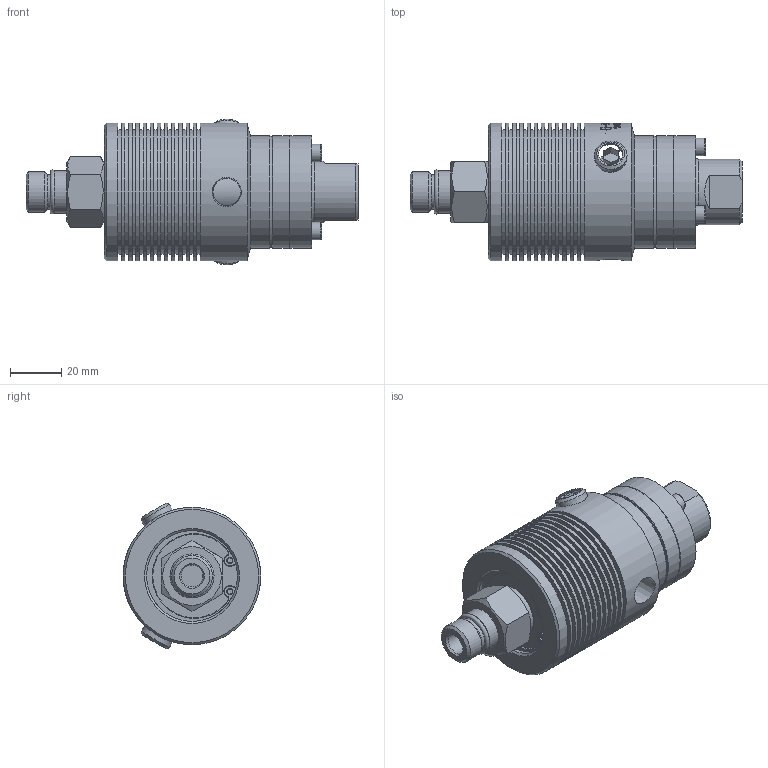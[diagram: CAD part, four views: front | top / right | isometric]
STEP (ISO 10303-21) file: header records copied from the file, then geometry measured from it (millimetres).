
FILE_DESCRIPTION(/* description */ (''),/* implementation_level */ '2;1');
FILE_NAME(/* name */ '1109-011-165-IC.stp',/* time_stamp */ '2020-05-14T09:46:51-05:00',/* author */ ('moorera'),/* organization */ (''),/* preprocessor_version */ 'ST-DEVELOPER v18.1',/* originating_system */ 'Autodesk Inventor 2020',/* authorisation */ '');
FILE_SCHEMA (('AUTOMOTIVE_DESIGN { 1 0 10303 214 3 1 1 }'));
Products named in the file (1): 1109-011-165-IC
Bounding box: 128.97 x 53.45 x 56.51 mm (x, y, z)
Volume: 163032.1 mm3; surface area: 37799.2 mm2
Topology: 2 solids, 10 shells, 531 faces, 1346 edges, 918 vertices
Faces by surface type: plane 200, bspline 165, cylinder 109, cone 31, torus 26
Full cylindrical faces by diameter (mm): 2 x2, 3.302 x3, 4.166 x3, 4.5 x3, 5.5 x3, 6.86 x3, 7.2 x3, 8.5 x1, 10.719 x3, 13.5 x1, 13.889 x1, 15.839 x1, 16.649 x1, 18.16 x1, 18.72 x1, 21.4 x1, 25.4 x1, 35.27 x1, 37.25 x1, 43.6 x3, 48.3 x12, 53.45 x13
Entity records: 54980 total; most frequent: CARTESIAN_POINT 42355, ORIENTED_EDGE 2686, DIRECTION 2312, EDGE_CURVE 1343, VERTEX_POINT 918, AXIS2_PLACEMENT_3D 906, EDGE_LOOP 627, FACE_OUTER_BOUND 531
